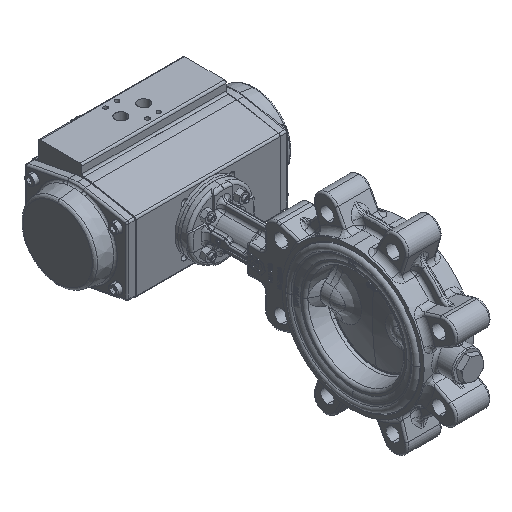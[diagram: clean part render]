
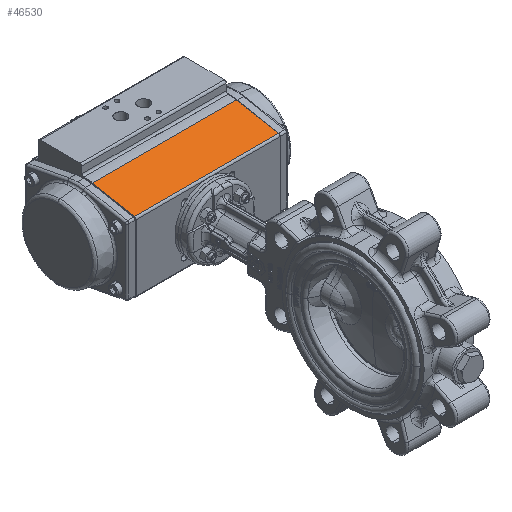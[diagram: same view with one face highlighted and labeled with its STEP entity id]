
A CAD part, isometric view. The second image highlights one B-rep face of the part: STEP entity #46530.
In plain terms, the highlighted planar face has unit normal (0, 0.186, -0.983).
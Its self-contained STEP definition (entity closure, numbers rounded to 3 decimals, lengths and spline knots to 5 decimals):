
#1910 = CARTESIAN_POINT ( 'NONE',  ( -0.15924, 0.12474, 0.33532 ) ) ;
#2909 = LINE ( 'NONE', #1910, #50333 ) ;
#5135 = ORIENTED_EDGE ( 'NONE', *, *, #60046, .T. ) ;
#5521 = VECTOR ( 'NONE', #58553, 1. ) ;
#8136 = VERTEX_POINT ( 'NONE', #26711 ) ;
#12075 = VECTOR ( 'NONE', #23131, 1. ) ;
#15798 = LINE ( 'NONE', #86739, #24203 ) ;
#17811 = PLANE ( 'NONE',  #50892 ) ;
#20643 = VERTEX_POINT ( 'NONE', #90130 ) ;
#21941 = ORIENTED_EDGE ( 'NONE', *, *, #27121, .T. ) ;
#23131 = DIRECTION ( 'NONE',  ( 1., 0., 0. ) ) ;
#24203 = VECTOR ( 'NONE', #55812, 1. ) ;
#24427 = DIRECTION ( 'NONE',  ( 0., 0.983, 0.186 ) ) ;
#26613 = LINE ( 'NONE', #35221, #5521 ) ;
#26711 = CARTESIAN_POINT ( 'NONE',  ( -0.00724, 0.16905, 0.34371 ) ) ;
#27121 = EDGE_CURVE ( 'NONE', #8136, #37498, #26613, .T. ) ;
#30607 = VERTEX_POINT ( 'NONE', #43255 ) ;
#32316 = DIRECTION ( 'NONE',  ( -1., 0., 0. ) ) ;
#32534 = FACE_OUTER_BOUND ( 'NONE', #93059, .T. ) ;
#32994 = ORIENTED_EDGE ( 'NONE', *, *, #50495, .T. ) ;
#35221 = CARTESIAN_POINT ( 'NONE',  ( -0.00724, 0.12474, 0.33532 ) ) ;
#37498 = VERTEX_POINT ( 'NONE', #69113 ) ;
#43255 = CARTESIAN_POINT ( 'NONE',  ( -0.15924, 0.16905, 0.34371 ) ) ;
#43970 = CARTESIAN_POINT ( 'NONE',  ( -0.15924, 0.16905, 0.34371 ) ) ;
#46530 = ADVANCED_FACE ( 'NONE', ( #32534 ), #17811, .T. ) ;
#50333 = VECTOR ( 'NONE', #32316, 1. ) ;
#50495 = EDGE_CURVE ( 'NONE', #30607, #8136, #75410, .T. ) ;
#50892 = AXIS2_PLACEMENT_3D ( 'NONE', #95389, #64457, #24427 ) ;
#55812 = DIRECTION ( 'NONE',  ( 0., 0.983, 0.186 ) ) ;
#58553 = DIRECTION ( 'NONE',  ( 0., -0.983, -0.186 ) ) ;
#60046 = EDGE_CURVE ( 'NONE', #20643, #30607, #15798, .T. ) ;
#64457 = DIRECTION ( 'NONE',  ( 0., 0.186, -0.983 ) ) ;
#67056 = ORIENTED_EDGE ( 'NONE', *, *, #80656, .T. ) ;
#69113 = CARTESIAN_POINT ( 'NONE',  ( -0.00724, 0.12474, 0.33532 ) ) ;
#75410 = LINE ( 'NONE', #43970, #12075 ) ;
#80656 = EDGE_CURVE ( 'NONE', #37498, #20643, #2909, .T. ) ;
#86739 = CARTESIAN_POINT ( 'NONE',  ( -0.15924, 0.12474, 0.33532 ) ) ;
#90130 = CARTESIAN_POINT ( 'NONE',  ( -0.15924, 0.12474, 0.33532 ) ) ;
#93059 = EDGE_LOOP ( 'NONE', ( #32994, #21941, #67056, #5135 ) ) ;
#95389 = CARTESIAN_POINT ( 'NONE',  ( -0.15924, 0.12474, 0.33532 ) ) ;
